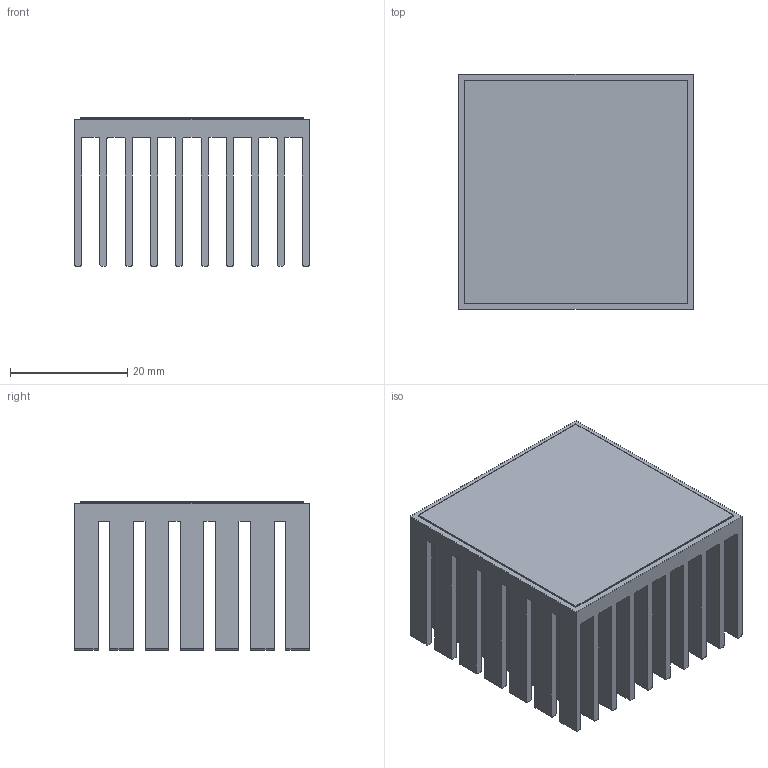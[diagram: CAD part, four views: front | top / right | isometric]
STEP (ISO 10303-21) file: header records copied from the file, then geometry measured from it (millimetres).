
FILE_DESCRIPTION(/* description */ ('Unknown'),/* implementation_level */ '2;1');
FILE_NAME(/* name */ '40906112254040',/* time_stamp */ '2025-11-24T10:09:09+08:00',/* author */ ('Unknown'),/* organization */ ('Unknown'),/* preprocessor_version */ 'ST-DEVELOPER v19.4',/* originating_system */ 'Solid Edge',/* authorisation */ 'Unknown');
FILE_SCHEMA (('AUTOMOTIVE_DESIGN {1 0 10303 214 3 1 1}'));
Length unit declared in the file: millimetre
Products named in the file (8): 40906112254040; 40906110254040; 403138; ConductiveB; Fiberglass; ConductiveT; Release Tape
Assembly tree (7 placements, depth 3):
  40906112254040
    40906110254040
      40906110254040
    403138
      ConductiveB
      Fiberglass
      ConductiveT
      Release Tape
Bounding box: 40 x 40 x 25.28 mm (x, y, z)
Volume: 12595.2 mm3; surface area: 31153 mm2
Topology: 5 solids, 5 shells, 612 faces, 1686 edges, 1124 vertices
Faces by surface type: plane 346, cylinder 266
Entity records: 19779 total; most frequent: DIRECTION 3458, CARTESIAN_POINT 3430, ORIENTED_EDGE 3372, EDGE_CURVE 1686, LINE 1154, VECTOR 1154, AXIS2_PLACEMENT_3D 1152, VERTEX_POINT 1124
